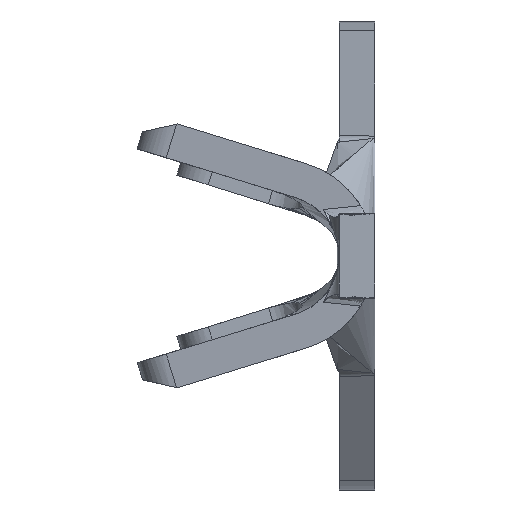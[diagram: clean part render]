
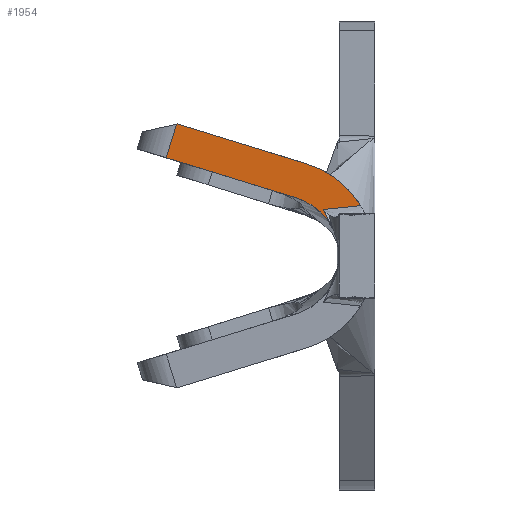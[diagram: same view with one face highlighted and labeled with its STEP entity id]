
A CAD part, left-side view. The second image highlights one B-rep face of the part: STEP entity #1954.
In plain terms, the highlighted planar face has unit normal (-0.996, 0.087, 0).
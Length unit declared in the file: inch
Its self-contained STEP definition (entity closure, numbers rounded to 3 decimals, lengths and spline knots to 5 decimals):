
#103 = CARTESIAN_POINT ( 'NONE',  ( -0.69172, 0.0375, 0.03193 ) ) ;
#168 = EDGE_CURVE ( 'NONE', #1067, #6461, #4228, .T. ) ;
#169 = ORIENTED_EDGE ( 'NONE', *, *, #5761, .F. ) ;
#350 = AXIS2_PLACEMENT_3D ( 'NONE', #2365, #6297, #3006 ) ;
#507 = CARTESIAN_POINT ( 'NONE',  ( -0.69237, 0.03007, 0.03624 ) ) ;
#619 = LINE ( 'NONE', #3914, #1671 ) ;
#781 = CARTESIAN_POINT ( 'NONE',  ( -0.69179, 0.03668, 0.03026 ) ) ;
#900 = LINE ( 'NONE', #2783, #5333 ) ;
#916 = DIRECTION ( 'NONE',  ( 0.083, 0.952, 0.293 ) ) ;
#990 = EDGE_CURVE ( 'NONE', #6461, #2504, #6929, .T. ) ;
#1067 = VERTEX_POINT ( 'NONE', #7298 ) ;
#1105 = CARTESIAN_POINT ( 'NONE',  ( -0.69276, 0.02555, 0.03671 ) ) ;
#1205 = ORIENTED_EDGE ( 'NONE', *, *, #1793, .F. ) ;
#1241 = FACE_OUTER_BOUND ( 'NONE', #5065, .T. ) ;
#1283 = CARTESIAN_POINT ( 'NONE',  ( -0.69406, 0.01069, 0.03804 ) ) ;
#1307 = CARTESIAN_POINT ( 'NONE',  ( -0.6898, 0.05946, 0.04396 ) ) ;
#1436 = CARTESIAN_POINT ( 'NONE',  ( -0.69406, 0.01069, 0.03804 ) ) ;
#1671 = VECTOR ( 'NONE', #916, 39.37008 ) ;
#1710 = CARTESIAN_POINT ( 'NONE',  ( -0.69308, 0.0219, 0.03704 ) ) ;
#1793 = EDGE_CURVE ( 'NONE', #2504, #2196, #6971, .T. ) ;
#1954 = ADVANCED_FACE ( 'NONE', ( #1241 ), #5192, .F. ) ;
#2064 = ORIENTED_EDGE ( 'NONE', *, *, #4179, .F. ) ;
#2108 = VERTEX_POINT ( 'NONE', #2468 ) ;
#2117 = CARTESIAN_POINT ( 'NONE',  ( -0.6819, 0.14971, 0.1 ) ) ;
#2196 = VERTEX_POINT ( 'NONE', #1283 ) ;
#2219 = VERTEX_POINT ( 'NONE', #1307 ) ;
#2332 = CARTESIAN_POINT ( 'NONE',  ( -0.69333, 0.01913, 0.03728 ) ) ;
#2365 = CARTESIAN_POINT ( 'NONE',  ( -0.695, 0., -0.1 ) ) ;
#2455 = ORIENTED_EDGE ( 'NONE', *, *, #3052, .T. ) ;
#2459 =( BOUNDED_CURVE ( )  B_SPLINE_CURVE ( 3, ( #5914, #103, #7013, #3753 ),
 .UNSPECIFIED., .F., .T. ) 
 B_SPLINE_CURVE_WITH_KNOTS ( ( 4, 4 ),
 ( 3.603, 4.4137 ),
 .UNSPECIFIED. ) 
 CURVE ( )  GEOMETRIC_REPRESENTATION_ITEM ( )  RATIONAL_B_SPLINE_CURVE ( ( 1., 0.946, 0.946, 1. ) ) 
 REPRESENTATION_ITEM ( '' )  );
#2468 = CARTESIAN_POINT ( 'NONE',  ( -0.69158, 0.03911, 0.03516 ) ) ;
#2496 = VECTOR ( 'NONE', #5543, 39.37008 ) ;
#2504 = VERTEX_POINT ( 'NONE', #5056 ) ;
#2635 = EDGE_CURVE ( 'NONE', #2108, #2196, #5925, .T. ) ;
#2678 = CARTESIAN_POINT ( 'NONE',  ( -0.68117, 0.1581, 0.07433 ) ) ;
#2711 = VECTOR ( 'NONE', #5730, 39.37008 ) ;
#2754 = CARTESIAN_POINT ( 'NONE',  ( -0.69052, 0.05116, 0.06966 ) ) ;
#2783 = CARTESIAN_POINT ( 'NONE',  ( -0.67809, 0.19331, -0.04003 ) ) ;
#2971 = CARTESIAN_POINT ( 'NONE',  ( -0.69382, 0.0135, 0.03775 ) ) ;
#3006 = DIRECTION ( 'NONE',  ( 0.087, 0.996, 0. ) ) ;
#3052 = EDGE_CURVE ( 'NONE', #5116, #2108, #6672, .T. ) ;
#3053 = ORIENTED_EDGE ( 'NONE', *, *, #990, .F. ) ;
#3498 = CARTESIAN_POINT ( 'NONE',  ( -0.69158, 0.03911, 0.03516 ) ) ;
#3522 = CARTESIAN_POINT ( 'NONE',  ( -0.69178, 0.03684, 0.03545 ) ) ;
#3627 = VERTEX_POINT ( 'NONE', #2678 ) ;
#3753 = CARTESIAN_POINT ( 'NONE',  ( -0.6898, 0.05946, 0.04396 ) ) ;
#3784 = CARTESIAN_POINT ( 'NONE',  ( -0.692, 0.03424, 0.02537 ) ) ;
#3892 = CARTESIAN_POINT ( 'NONE',  ( -0.69222, 0.03181, 0.02048 ) ) ;
#3914 = CARTESIAN_POINT ( 'NONE',  ( -0.68983, 0.05905, 0.04384 ) ) ;
#4092 = CARTESIAN_POINT ( 'NONE',  ( -0.69217, 0.03233, 0.036 ) ) ;
#4179 = EDGE_CURVE ( 'NONE', #5116, #2219, #2459, .T. ) ;
#4189 = ORIENTED_EDGE ( 'NONE', *, *, #2635, .T. ) ;
#4228 = LINE ( 'NONE', #5675, #2711 ) ;
#4522 = ORIENTED_EDGE ( 'NONE', *, *, #168, .F. ) ;
#4596 = CARTESIAN_POINT ( 'NONE',  ( -0.69164, 0.03835, 0.03526 ) ) ;
#4612 = CARTESIAN_POINT ( 'NONE',  ( -0.69257, 0.02781, 0.03649 ) ) ;
#4866 = CARTESIAN_POINT ( 'NONE',  ( -0.69158, 0.03911, 0.03516 ) ) ;
#4881 = CARTESIAN_POINT ( 'NONE',  ( -0.692, 0.0343, 0.06447 ) ) ;
#4908 = CARTESIAN_POINT ( 'NONE',  ( -0.69324, 0.02008, 0.05341 ) ) ;
#5056 = CARTESIAN_POINT ( 'NONE',  ( -0.69049, 0.05152, 0.06977 ) ) ;
#5065 = EDGE_LOOP ( 'NONE', ( #2064, #2455, #4189, #1205, #3053, #4522, #6152, #169 ) ) ;
#5116 = VERTEX_POINT ( 'NONE', #3892 ) ;
#5155 = CARTESIAN_POINT ( 'NONE',  ( -0.69296, 0.02329, 0.03691 ) ) ;
#5192 = PLANE ( 'NONE',  #350 ) ;
#5333 = VECTOR ( 'NONE', #7205, 39.37008 ) ;
#5543 = DIRECTION ( 'NONE',  ( -0.083, -0.952, -0.293 ) ) ;
#5675 = CARTESIAN_POINT ( 'NONE',  ( -0.67971, 0.17476, 0.09427 ) ) ;
#5703 = CARTESIAN_POINT ( 'NONE',  ( -0.69321, 0.02051, 0.03716 ) ) ;
#5730 = DIRECTION ( 'NONE',  ( -0.085, -0.971, 0.222 ) ) ;
#5761 = EDGE_CURVE ( 'NONE', #2219, #3627, #619, .T. ) ;
#5914 = CARTESIAN_POINT ( 'NONE',  ( -0.69222, 0.03181, 0.02048 ) ) ;
#5925 = B_SPLINE_CURVE_WITH_KNOTS ( 'NONE', 3,
 ( #3498, #4596, #6783, #3522, #7344, #4092, #507, #4612, #1105, #5155, #1710, #5703, #2332, #6263, #2971, #6806 ),
 .UNSPECIFIED., .F., .F.,
 ( 4, 3, 3, 3, 3, 4 ),
 ( 0.00009, 0.00015, 0.00033, 0.0005, 0.00061, 0.00082 ),
 .UNSPECIFIED. ) ;
#5990 = CARTESIAN_POINT ( 'NONE',  ( -0.69049, 0.05152, 0.06977 ) ) ;
#6152 = ORIENTED_EDGE ( 'NONE', *, *, #6493, .T. ) ;
#6263 = CARTESIAN_POINT ( 'NONE',  ( -0.69357, 0.01631, 0.03752 ) ) ;
#6297 = DIRECTION ( 'NONE',  ( 0.996, -0.087, 0. ) ) ;
#6461 = VERTEX_POINT ( 'NONE', #2117 ) ;
#6491 = CARTESIAN_POINT ( 'NONE',  ( -0.69222, 0.03181, 0.02048 ) ) ;
#6493 = EDGE_CURVE ( 'NONE', #1067, #3627, #900, .T. ) ;
#6672 = B_SPLINE_CURVE_WITH_KNOTS ( 'NONE', 3,
 ( #6491, #3784, #781, #4866 ),
 .UNSPECIFIED., .F., .F.,
 ( 4, 4 ),
 ( 0., 0.00042 ),
 .UNSPECIFIED. ) ;
#6783 = CARTESIAN_POINT ( 'NONE',  ( -0.69171, 0.0376, 0.03536 ) ) ;
#6806 = CARTESIAN_POINT ( 'NONE',  ( -0.69406, 0.01069, 0.03804 ) ) ;
#6929 = LINE ( 'NONE', #2754, #2496 ) ;
#6971 =( BOUNDED_CURVE ( )  B_SPLINE_CURVE ( 3, ( #5990, #4881, #4908, #1436 ),
 .UNSPECIFIED., .F., .F. ) 
 B_SPLINE_CURVE_WITH_KNOTS ( ( 4, 4 ),
 ( 1.86948, 2.59351 ),
 .UNSPECIFIED. ) 
 CURVE ( )  GEOMETRIC_REPRESENTATION_ITEM ( )  RATIONAL_B_SPLINE_CURVE ( ( 1., 0.957, 0.957, 1. ) ) 
 REPRESENTATION_ITEM ( '' )  );
#7013 = CARTESIAN_POINT ( 'NONE',  ( -0.69087, 0.04725, 0.0402 ) ) ;
#7205 = DIRECTION ( 'NONE',  ( 0.026, 0.294, -0.955 ) ) ;
#7298 = CARTESIAN_POINT ( 'NONE',  ( -0.68186, 0.15023, 0.09988 ) ) ;
#7344 = CARTESIAN_POINT ( 'NONE',  ( -0.69197, 0.03459, 0.03574 ) ) ;
